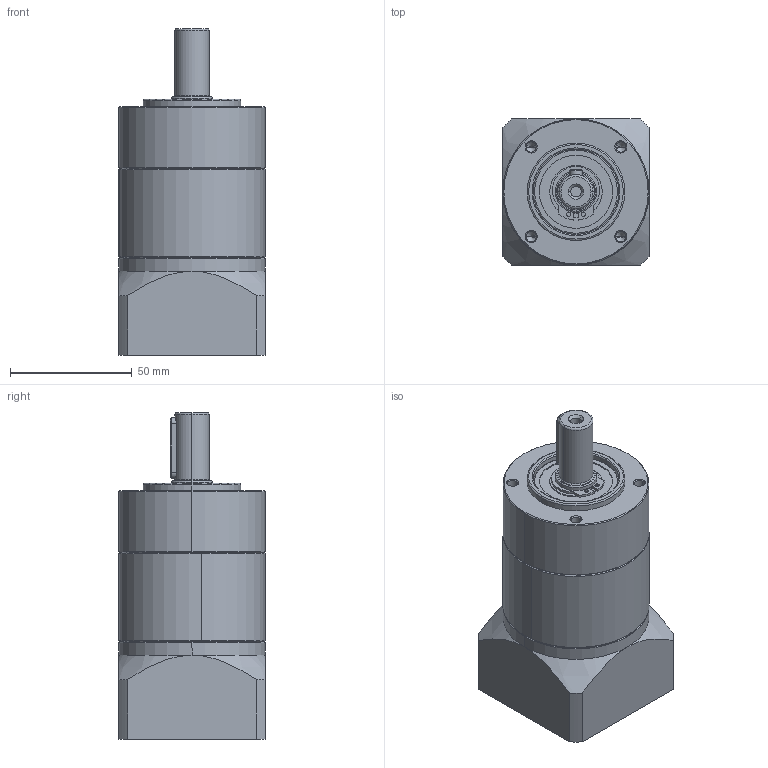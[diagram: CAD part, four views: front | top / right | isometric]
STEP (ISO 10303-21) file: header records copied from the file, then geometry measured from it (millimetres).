
FILE_DESCRIPTION (( 'STEP AP203' ), '1' );
FILE_NAME ('PG060-L2-14-50-70-M4-32.STEP', '2021-07-24T05:26:00', ( '' ), ( '' ), 'SwSTEP 2.0', 'SolidWorks 2018', '' );
FILE_SCHEMA (( 'CONFIG_CONTROL_DESIGN' ));
Length unit declared in the file: millimetre
Products named in the file (10): 内齿圈PG060-S108; 怀堤傷褲极PG060-1; socket head cap screw_am_B18.3.1M - 4 x 0.7 x 6 Hex SHCS -- 6NHX; 输入法兰PG060-50; 单边锁输入轴PG060-14; 怀堤粣縐銅17; 6003-2RZ粣創; socket head cap screw_am_B18.3.1M - 5 x 0.8 x 20 Hex SHCS -- 20NHX; 怀堤俴陎殤PG060; PG060-L2-14-50-70-M4-32
Assembly tree (14 placements, depth 2):
  PG060-L2-14-50-70-M4-32
    单边锁输入轴PG060-14
    怀堤俴陎殤PG060
    输入法兰PG060-50
    socket head cap screw_am_B18.3.1M - 5 x 0.8 x 20 Hex SHCS -- 20NHX
    socket head cap screw_am_B18.3.1M - 4 x 0.7 x 6 Hex SHCS -- 6NHX  x6
    6003-2RZ粣創
    怀堤粣縐銅17
    怀堤傷褲极PG060-1
    内齿圈PG060-S108
Bounding box: 60 x 60 x 134 mm (x, y, z)
Volume: 250722.9 mm3; surface area: 65501.1 mm2
Topology: 14 solids, 14 shells, 476 faces, 1092 edges, 655 vertices
Faces by surface type: plane 179, cylinder 169, cone 88, torus 38, bspline 2
Entity records: 12217 total; most frequent: CARTESIAN_POINT 2920, DIRECTION 1886, ORIENTED_EDGE 1564, EDGE_CURVE 782, AXIS2_PLACEMENT_3D 775, VERTEX_POINT 490, CIRCLE 419, EDGE_LOOP 400
